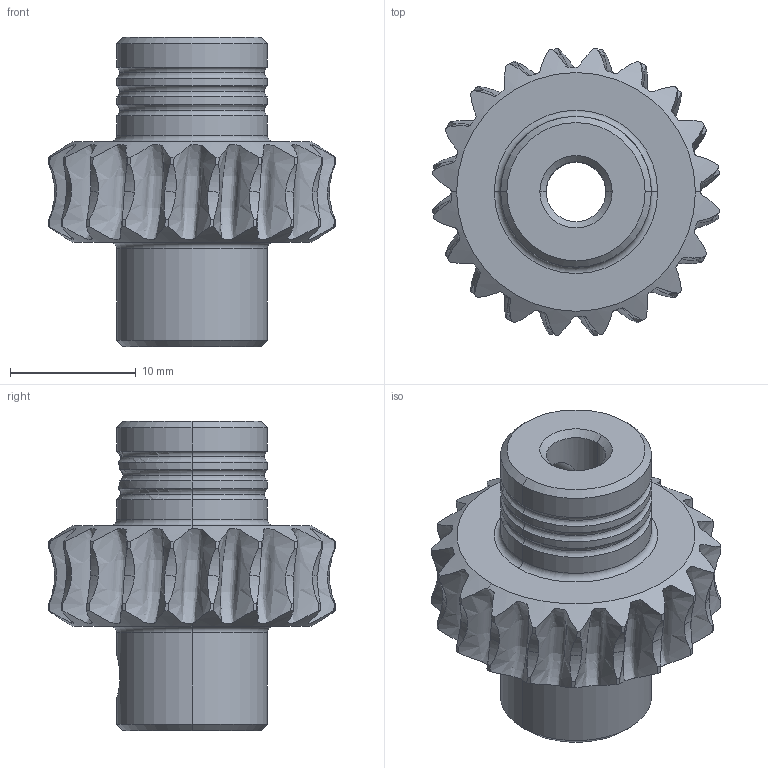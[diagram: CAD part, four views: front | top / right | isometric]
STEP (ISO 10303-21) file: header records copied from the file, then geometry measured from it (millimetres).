
FILE_DESCRIPTION(/* description */ (''),/* implementation_level */ '2;1');
FILE_NAME(/* name */ 'Tetrix_739901_Gear.ipt.stp',/* time_stamp */ '2014-12-18T17:48:25-08:00',/* author */ ('Autodesk Inc.'),/* organization */ ('Autodesk Inc.'),/* preprocessor_version */ 'ST-DEVELOPER v15.6',/* originating_system */ 'Autodesk Inventor 2015',/* authorisation */ '');
FILE_SCHEMA (('AUTOMOTIVE_DESIGN { 1 0 10303 214 3 1 1 }'));
Length unit declared in the file: inch
Products named in the file (1): Tetrix_739901_Gear
Bounding box: 22.82 x 22.82 x 24.6 mm (x, y, z)
Volume: 3912.4 mm3; surface area: 2520.9 mm2
Topology: 1 solids, 1 shells, 154 faces, 423 edges, 272 vertices
Faces by surface type: torus 60, cylinder 58, bspline 20, cone 12, plane 4
Entity records: 18599 total; most frequent: CARTESIAN_POINT 14996, ORIENTED_EDGE 846, DIRECTION 636, EDGE_CURVE 423, AXIS2_PLACEMENT_3D 304, VERTEX_POINT 272, B_SPLINE_CURVE_WITH_KNOTS 226, CIRCLE 169
